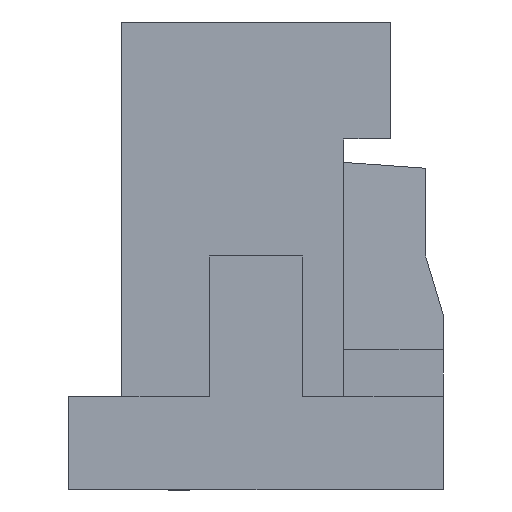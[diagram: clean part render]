
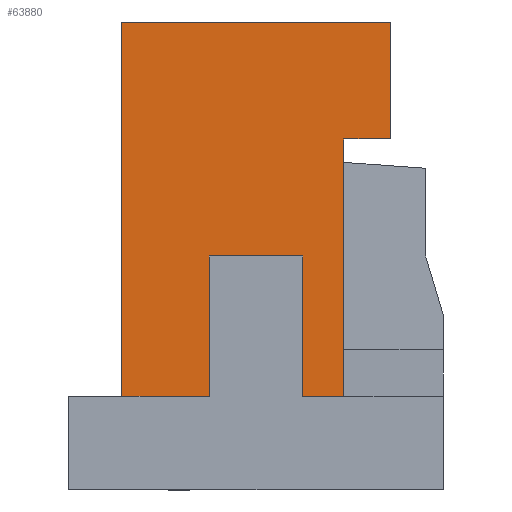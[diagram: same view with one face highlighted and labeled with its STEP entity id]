
A CAD part, left-side view. The second image highlights one B-rep face of the part: STEP entity #63880.
In plain terms, the highlighted planar face has unit normal (-1, 0, 0).
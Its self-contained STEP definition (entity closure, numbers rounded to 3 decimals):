
#7170=CARTESIAN_POINT('',(-9.631,-3.987,1.425));
#7180=VERTEX_POINT('',#7170);
#7210=CARTESIAN_POINT('',(-9.631,-3.987,1.425));
#7220=DIRECTION('',(0.,-1.,0.));
#7230=VECTOR('',#7220,1.);
#7240=LINE('',#7210,#7230);
#7250=CARTESIAN_POINT('',(-9.631,-4.737,1.425));
#7260=VERTEX_POINT('',#7250);
#7270=EDGE_CURVE('',#7180,#7260,#7240,.T.);
#15240=CARTESIAN_POINT('',(-9.631,-6.287,3.625));
#15250=VERTEX_POINT('',#15240);
#15500=CARTESIAN_POINT('',(-9.631,-5.887,3.625));
#15510=VERTEX_POINT('',#15500);
#15540=CARTESIAN_POINT('',(-9.631,0.,3.625));
#15550=DIRECTION('',(0.,1.,0.));
#15560=VECTOR('',#15550,1.);
#15570=LINE('',#15540,#15560);
#15580=EDGE_CURVE('',#15250,#15510,#15570,.T.);
#34790=CARTESIAN_POINT('',(-9.631,-3.987,4.625));
#34800=VERTEX_POINT('',#34790);
#34830=CARTESIAN_POINT('',(-9.631,-3.987,0.));
#34840=DIRECTION('',(0.,0.,-1.));
#34850=VECTOR('',#34840,1.);
#34860=LINE('',#34830,#34850);
#34870=EDGE_CURVE('',#34800,#7180,#34860,.T.);
#38640=CARTESIAN_POINT('',(-9.631,-3.987,4.625));
#38650=DIRECTION('',(0.,-1.,0.));
#38660=VECTOR('',#38650,1.);
#38670=LINE('',#38640,#38660);
#38680=CARTESIAN_POINT('',(-9.631,-6.287,4.625));
#38690=VERTEX_POINT('',#38680);
#38700=EDGE_CURVE('',#34800,#38690,#38670,.T.);
#58950=CARTESIAN_POINT('',(-9.631,-5.887,1.425));
#58960=VERTEX_POINT('',#58950);
#58990=CARTESIAN_POINT('',(-9.631,-5.887,0.));
#59000=DIRECTION('',(0.,0.,1.));
#59010=VECTOR('',#59000,1.);
#59020=LINE('',#58990,#59010);
#59030=EDGE_CURVE('',#58960,#15510,#59020,.T.);
#60490=CARTESIAN_POINT('',(-9.631,-5.537,1.425));
#60500=VERTEX_POINT('',#60490);
#60550=CARTESIAN_POINT('',(-9.631,-5.887,1.425));
#60560=DIRECTION('',(0.,1.,0.));
#60570=VECTOR('',#60560,1.);
#60580=LINE('',#60550,#60570);
#60590=EDGE_CURVE('',#58960,#60500,#60580,.T.);
#63470=CARTESIAN_POINT('',(-9.631,-3.987,1.725));
#63480=DIRECTION('',(1.,0.,0.));
#63490=DIRECTION('',(0.,0.,1.));
#63500=AXIS2_PLACEMENT_3D('',#63470,#63480,#63490);
#63510=PLANE('',#63500);
#63520=ORIENTED_EDGE('',*,*,#34870,.T.);
#63530=ORIENTED_EDGE('',*,*,#38700,.F.);
#63540=CARTESIAN_POINT('',(-9.631,-6.287,0.));
#63550=DIRECTION('',(0.,0.,-1.));
#63560=VECTOR('',#63550,1.);
#63570=LINE('',#63540,#63560);
#63580=EDGE_CURVE('',#38690,#15250,#63570,.T.);
#63590=ORIENTED_EDGE('',*,*,#63580,.F.);
#63600=ORIENTED_EDGE('',*,*,#15580,.F.);
#63610=ORIENTED_EDGE('',*,*,#59030,.T.);
#63620=ORIENTED_EDGE('',*,*,#60590,.F.);
#63630=CARTESIAN_POINT('',(-9.631,-5.537,0.));
#63640=DIRECTION('',(0.,0.,1.));
#63650=VECTOR('',#63640,1.);
#63660=LINE('',#63630,#63650);
#63670=CARTESIAN_POINT('',(-9.631,-5.537,2.625));
#63680=VERTEX_POINT('',#63670);
#63690=EDGE_CURVE('',#60500,#63680,#63660,.T.);
#63700=ORIENTED_EDGE('',*,*,#63690,.F.);
#63710=CARTESIAN_POINT('',(-9.631,0.,2.625));
#63720=DIRECTION('',(0.,-1.,0.));
#63730=VECTOR('',#63720,1.);
#63740=LINE('',#63710,#63730);
#63750=CARTESIAN_POINT('',(-9.631,-4.737,2.625));
#63760=VERTEX_POINT('',#63750);
#63770=EDGE_CURVE('',#63760,#63680,#63740,.T.);
#63780=ORIENTED_EDGE('',*,*,#63770,.T.);
#63790=CARTESIAN_POINT('',(-9.631,-4.737,0.));
#63800=DIRECTION('',(0.,0.,1.));
#63810=VECTOR('',#63800,1.);
#63820=LINE('',#63790,#63810);
#63830=EDGE_CURVE('',#7260,#63760,#63820,.T.);
#63840=ORIENTED_EDGE('',*,*,#63830,.T.);
#63850=ORIENTED_EDGE('',*,*,#7270,.T.);
#63860=EDGE_LOOP('',(#63850,#63840,#63780,#63700,#63620,#63610,#63600,
#63590,#63530,#63520));
#63870=FACE_OUTER_BOUND('',#63860,.T.);
#63880=ADVANCED_FACE('',(#63870),#63510,.F.);
